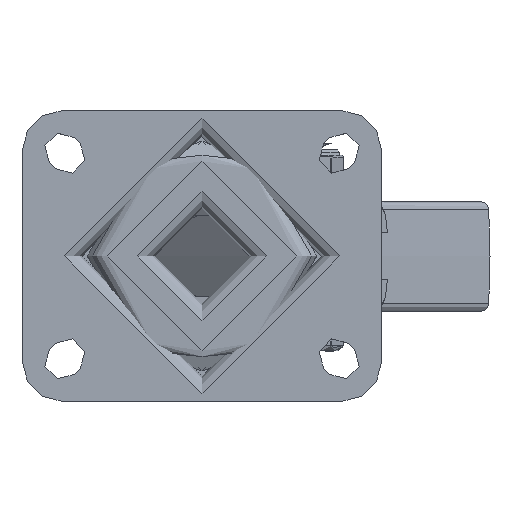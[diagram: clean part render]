
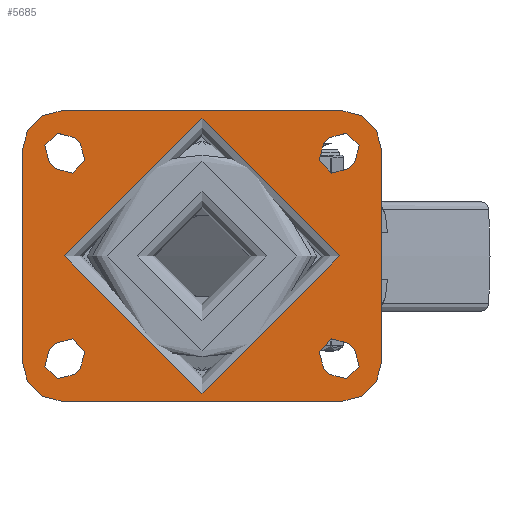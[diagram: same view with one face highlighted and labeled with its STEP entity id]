
A CAD part, top view. The second image highlights one B-rep face of the part: STEP entity #5685.
In plain terms, the highlighted planar face has unit normal (0, 0, 1).
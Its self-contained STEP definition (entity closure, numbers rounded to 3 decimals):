
#473=FACE_BOUND('',#1944,.T.);
#474=FACE_BOUND('',#1945,.T.);
#475=FACE_BOUND('',#1946,.T.);
#476=FACE_BOUND('',#1947,.T.);
#477=FACE_BOUND('',#1948,.T.);
#526=PLANE('',#6220);
#685=LINE('',#8664,#1065);
#686=LINE('',#8665,#1066);
#687=LINE('',#8666,#1067);
#688=LINE('',#8667,#1068);
#689=LINE('',#8668,#1069);
#690=LINE('',#8669,#1070);
#691=LINE('',#8670,#1071);
#692=LINE('',#8671,#1072);
#693=LINE('',#8672,#1073);
#694=LINE('',#8673,#1074);
#695=LINE('',#8674,#1075);
#696=LINE('',#8675,#1076);
#1065=VECTOR('',#6992,1000.);
#1066=VECTOR('',#6993,1000.);
#1067=VECTOR('',#6994,1000.);
#1068=VECTOR('',#6995,1000.);
#1069=VECTOR('',#6996,1000.);
#1070=VECTOR('',#6997,1000.);
#1071=VECTOR('',#6998,1000.);
#1072=VECTOR('',#6999,1000.);
#1073=VECTOR('',#7000,1000.);
#1074=VECTOR('',#7001,1000.);
#1075=VECTOR('',#7002,1000.);
#1076=VECTOR('',#7003,1000.);
#1582=FACE_OUTER_BOUND('',#1943,.T.);
#1943=EDGE_LOOP('',(#4070,#4071,#4072,#4073,#4074,#4075,#4076,#4077));
#1944=EDGE_LOOP('',(#4078));
#1945=EDGE_LOOP('',(#4079,#4080,#4081,#4082));
#1946=EDGE_LOOP('',(#4083,#4084,#4085,#4086));
#1947=EDGE_LOOP('',(#4087,#4088,#4089,#4090));
#1948=EDGE_LOOP('',(#4091,#4092,#4093,#4094));
#2324=CIRCLE('',#6144,5.125);
#2325=CIRCLE('',#6146,5.125);
#2328=CIRCLE('',#6150,5.125);
#2329=CIRCLE('',#6152,5.125);
#2331=CIRCLE('',#6155,5.125);
#2334=CIRCLE('',#6159,5.125);
#2335=CIRCLE('',#6161,5.125);
#2338=CIRCLE('',#6165,5.125);
#2339=CIRCLE('',#6167,12.);
#2341=CIRCLE('',#6170,12.);
#2343=CIRCLE('',#6173,12.);
#2345=CIRCLE('',#6176,12.);
#2348=CIRCLE('',#6181,40.);
#2598=VERTEX_POINT('',#8493);
#2599=VERTEX_POINT('',#8495);
#2600=VERTEX_POINT('',#8499);
#2601=VERTEX_POINT('',#8500);
#2606=VERTEX_POINT('',#8511);
#2607=VERTEX_POINT('',#8513);
#2608=VERTEX_POINT('',#8517);
#2609=VERTEX_POINT('',#8518);
#2612=VERTEX_POINT('',#8526);
#2613=VERTEX_POINT('',#8527);
#2618=VERTEX_POINT('',#8538);
#2619=VERTEX_POINT('',#8540);
#2620=VERTEX_POINT('',#8544);
#2621=VERTEX_POINT('',#8545);
#2626=VERTEX_POINT('',#8556);
#2627=VERTEX_POINT('',#8558);
#2628=VERTEX_POINT('',#8562);
#2629=VERTEX_POINT('',#8563);
#2632=VERTEX_POINT('',#8571);
#2633=VERTEX_POINT('',#8572);
#2636=VERTEX_POINT('',#8580);
#2637=VERTEX_POINT('',#8581);
#2640=VERTEX_POINT('',#8589);
#2641=VERTEX_POINT('',#8590);
#2645=VERTEX_POINT('',#8602);
#3125=EDGE_CURVE('',#2599,#2598,#2324,.T.);
#3127=EDGE_CURVE('',#2600,#2601,#2325,.T.);
#3133=EDGE_CURVE('',#2607,#2606,#2328,.T.);
#3135=EDGE_CURVE('',#2608,#2609,#2329,.T.);
#3139=EDGE_CURVE('',#2612,#2613,#2331,.T.);
#3145=EDGE_CURVE('',#2619,#2618,#2334,.T.);
#3147=EDGE_CURVE('',#2620,#2621,#2335,.T.);
#3153=EDGE_CURVE('',#2627,#2626,#2338,.T.);
#3155=EDGE_CURVE('',#2628,#2629,#2339,.T.);
#3159=EDGE_CURVE('',#2632,#2633,#2341,.T.);
#3163=EDGE_CURVE('',#2636,#2637,#2343,.T.);
#3167=EDGE_CURVE('',#2640,#2641,#2345,.T.);
#3173=EDGE_CURVE('',#2645,#2645,#2348,.T.);
#3202=EDGE_CURVE('',#2637,#2640,#685,.T.);
#3203=EDGE_CURVE('',#2633,#2636,#686,.T.);
#3204=EDGE_CURVE('',#2629,#2632,#687,.T.);
#3205=EDGE_CURVE('',#2641,#2628,#688,.T.);
#3206=EDGE_CURVE('',#2621,#2627,#689,.T.);
#3207=EDGE_CURVE('',#2626,#2620,#690,.T.);
#3208=EDGE_CURVE('',#2613,#2619,#691,.T.);
#3209=EDGE_CURVE('',#2618,#2612,#692,.T.);
#3210=EDGE_CURVE('',#2606,#2608,#693,.T.);
#3211=EDGE_CURVE('',#2609,#2607,#694,.T.);
#3212=EDGE_CURVE('',#2598,#2600,#695,.T.);
#3213=EDGE_CURVE('',#2601,#2599,#696,.T.);
#4070=ORIENTED_EDGE('',*,*,#3167,.F.);
#4071=ORIENTED_EDGE('',*,*,#3202,.F.);
#4072=ORIENTED_EDGE('',*,*,#3163,.F.);
#4073=ORIENTED_EDGE('',*,*,#3203,.F.);
#4074=ORIENTED_EDGE('',*,*,#3159,.F.);
#4075=ORIENTED_EDGE('',*,*,#3204,.F.);
#4076=ORIENTED_EDGE('',*,*,#3155,.F.);
#4077=ORIENTED_EDGE('',*,*,#3205,.F.);
#4078=ORIENTED_EDGE('',*,*,#3173,.F.);
#4079=ORIENTED_EDGE('',*,*,#3206,.T.);
#4080=ORIENTED_EDGE('',*,*,#3153,.T.);
#4081=ORIENTED_EDGE('',*,*,#3207,.T.);
#4082=ORIENTED_EDGE('',*,*,#3147,.T.);
#4083=ORIENTED_EDGE('',*,*,#3208,.T.);
#4084=ORIENTED_EDGE('',*,*,#3145,.T.);
#4085=ORIENTED_EDGE('',*,*,#3209,.T.);
#4086=ORIENTED_EDGE('',*,*,#3139,.T.);
#4087=ORIENTED_EDGE('',*,*,#3210,.T.);
#4088=ORIENTED_EDGE('',*,*,#3135,.T.);
#4089=ORIENTED_EDGE('',*,*,#3211,.T.);
#4090=ORIENTED_EDGE('',*,*,#3133,.T.);
#4091=ORIENTED_EDGE('',*,*,#3212,.T.);
#4092=ORIENTED_EDGE('',*,*,#3127,.T.);
#4093=ORIENTED_EDGE('',*,*,#3213,.T.);
#4094=ORIENTED_EDGE('',*,*,#3125,.T.);
#5685=ADVANCED_FACE('',(#1582,#473,#474,#475,#476,#477),#526,.T.);
#6144=AXIS2_PLACEMENT_3D('',#8496,#6810,#6811);
#6146=AXIS2_PLACEMENT_3D('',#8501,#6815,#6816);
#6150=AXIS2_PLACEMENT_3D('',#8514,#6826,#6827);
#6152=AXIS2_PLACEMENT_3D('',#8519,#6831,#6832);
#6155=AXIS2_PLACEMENT_3D('',#8528,#6839,#6840);
#6159=AXIS2_PLACEMENT_3D('',#8541,#6850,#6851);
#6161=AXIS2_PLACEMENT_3D('',#8546,#6855,#6856);
#6165=AXIS2_PLACEMENT_3D('',#8559,#6866,#6867);
#6167=AXIS2_PLACEMENT_3D('',#8564,#6871,#6872);
#6170=AXIS2_PLACEMENT_3D('',#8573,#6879,#6880);
#6173=AXIS2_PLACEMENT_3D('',#8582,#6887,#6888);
#6176=AXIS2_PLACEMENT_3D('',#8591,#6895,#6896);
#6181=AXIS2_PLACEMENT_3D('',#8603,#6908,#6909);
#6220=AXIS2_PLACEMENT_3D('',#8663,#6990,#6991);
#6810=DIRECTION('center_axis',(0.,0.,-1.));
#6811=DIRECTION('ref_axis',(-1.,0.,0.));
#6815=DIRECTION('center_axis',(0.,0.,-1.));
#6816=DIRECTION('ref_axis',(-1.,0.,0.));
#6826=DIRECTION('center_axis',(0.,0.,-1.));
#6827=DIRECTION('ref_axis',(-1.,0.,0.));
#6831=DIRECTION('center_axis',(0.,0.,-1.));
#6832=DIRECTION('ref_axis',(-1.,0.,0.));
#6839=DIRECTION('center_axis',(0.,0.,-1.));
#6840=DIRECTION('ref_axis',(1.,0.,0.));
#6850=DIRECTION('center_axis',(0.,0.,-1.));
#6851=DIRECTION('ref_axis',(1.,0.,0.));
#6855=DIRECTION('center_axis',(0.,0.,-1.));
#6856=DIRECTION('ref_axis',(1.,0.,0.));
#6866=DIRECTION('center_axis',(0.,0.,-1.));
#6867=DIRECTION('ref_axis',(1.,0.,0.));
#6871=DIRECTION('center_axis',(0.,0.,-1.));
#6872=DIRECTION('ref_axis',(-0.707,0.707,0.));
#6879=DIRECTION('center_axis',(0.,0.,-1.));
#6880=DIRECTION('ref_axis',(0.707,0.707,0.));
#6887=DIRECTION('center_axis',(0.,0.,-1.));
#6888=DIRECTION('ref_axis',(0.707,-0.707,0.));
#6895=DIRECTION('center_axis',(0.,0.,-1.));
#6896=DIRECTION('ref_axis',(-0.707,-0.707,0.));
#6908=DIRECTION('center_axis',(0.,0.,1.));
#6909=DIRECTION('ref_axis',(1.,0.,0.));
#6990=DIRECTION('center_axis',(0.,0.,1.));
#6991=DIRECTION('ref_axis',(1.,0.,0.));
#6992=DIRECTION('',(-1.,0.,0.));
#6993=DIRECTION('',(0.,-1.,0.));
#6994=DIRECTION('',(1.,0.,0.));
#6995=DIRECTION('',(0.,1.,0.));
#6996=DIRECTION('',(-0.707,0.707,0.));
#6997=DIRECTION('',(0.707,-0.707,0.));
#6998=DIRECTION('',(-0.707,-0.707,0.));
#6999=DIRECTION('',(0.707,0.707,0.));
#7000=DIRECTION('',(-0.707,-0.707,0.));
#7001=DIRECTION('',(0.707,0.707,0.));
#7002=DIRECTION('',(-0.707,0.707,0.));
#7003=DIRECTION('',(0.707,-0.707,0.));
#8493=CARTESIAN_POINT('',(37.26,-34.508,0.));
#8495=CARTESIAN_POINT('',(44.508,-27.26,0.));
#8496=CARTESIAN_POINT('Origin',(40.884,-30.884,0.));
#8499=CARTESIAN_POINT('',(35.492,-32.74,0.));
#8500=CARTESIAN_POINT('',(42.74,-25.492,0.));
#8501=CARTESIAN_POINT('Origin',(39.116,-29.116,0.));
#8511=CARTESIAN_POINT('',(44.508,27.26,0.));
#8513=CARTESIAN_POINT('',(37.26,34.508,0.));
#8514=CARTESIAN_POINT('Origin',(40.884,30.884,0.));
#8517=CARTESIAN_POINT('',(42.74,25.492,0.));
#8518=CARTESIAN_POINT('',(35.492,32.74,0.));
#8519=CARTESIAN_POINT('Origin',(39.116,29.116,0.));
#8526=CARTESIAN_POINT('',(-42.74,-25.492,0.));
#8527=CARTESIAN_POINT('',(-35.492,-32.74,0.));
#8528=CARTESIAN_POINT('Origin',(-39.116,-29.116,0.));
#8538=CARTESIAN_POINT('',(-44.508,-27.26,0.));
#8540=CARTESIAN_POINT('',(-37.26,-34.508,0.));
#8541=CARTESIAN_POINT('Origin',(-40.884,-30.884,0.));
#8544=CARTESIAN_POINT('',(-35.492,32.74,0.));
#8545=CARTESIAN_POINT('',(-42.74,25.492,0.));
#8546=CARTESIAN_POINT('Origin',(-39.116,29.116,0.));
#8556=CARTESIAN_POINT('',(-37.26,34.508,0.));
#8558=CARTESIAN_POINT('',(-44.508,27.26,0.));
#8559=CARTESIAN_POINT('Origin',(-40.884,30.884,0.));
#8562=CARTESIAN_POINT('',(-52.5,30.5,0.));
#8563=CARTESIAN_POINT('',(-40.5,42.5,0.));
#8564=CARTESIAN_POINT('Origin',(-40.5,30.5,0.));
#8571=CARTESIAN_POINT('',(40.5,42.5,0.));
#8572=CARTESIAN_POINT('',(52.5,30.5,0.));
#8573=CARTESIAN_POINT('Origin',(40.5,30.5,0.));
#8580=CARTESIAN_POINT('',(52.5,-30.5,0.));
#8581=CARTESIAN_POINT('',(40.5,-42.5,0.));
#8582=CARTESIAN_POINT('Origin',(40.5,-30.5,0.));
#8589=CARTESIAN_POINT('',(-40.5,-42.5,0.));
#8590=CARTESIAN_POINT('',(-52.5,-30.5,0.));
#8591=CARTESIAN_POINT('Origin',(-40.5,-30.5,0.));
#8602=CARTESIAN_POINT('',(40.,0.,0.));
#8603=CARTESIAN_POINT('Origin',(0.,0.,0.));
#8663=CARTESIAN_POINT('Origin',(0.,0.,0.));
#8664=CARTESIAN_POINT('',(52.5,-42.5,0.));
#8665=CARTESIAN_POINT('',(52.5,42.5,0.));
#8666=CARTESIAN_POINT('',(-52.5,42.5,0.));
#8667=CARTESIAN_POINT('',(-52.5,-42.5,0.));
#8668=CARTESIAN_POINT('',(-44.508,27.26,0.));
#8669=CARTESIAN_POINT('',(-37.26,34.508,0.));
#8670=CARTESIAN_POINT('',(-37.26,-34.508,0.));
#8671=CARTESIAN_POINT('',(-44.508,-27.26,0.));
#8672=CARTESIAN_POINT('',(44.508,27.26,0.));
#8673=CARTESIAN_POINT('',(37.26,34.508,0.));
#8674=CARTESIAN_POINT('',(37.26,-34.508,0.));
#8675=CARTESIAN_POINT('',(44.508,-27.26,0.));
